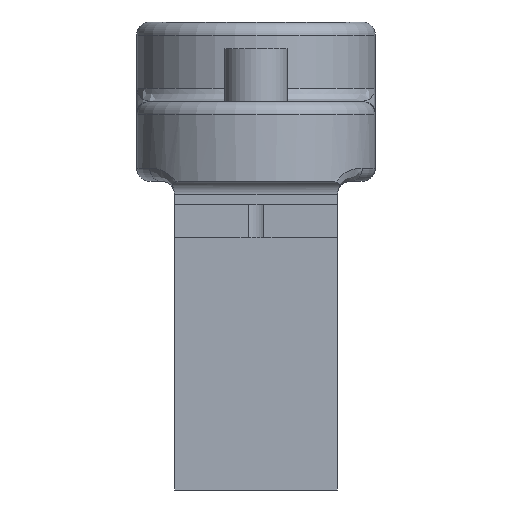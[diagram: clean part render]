
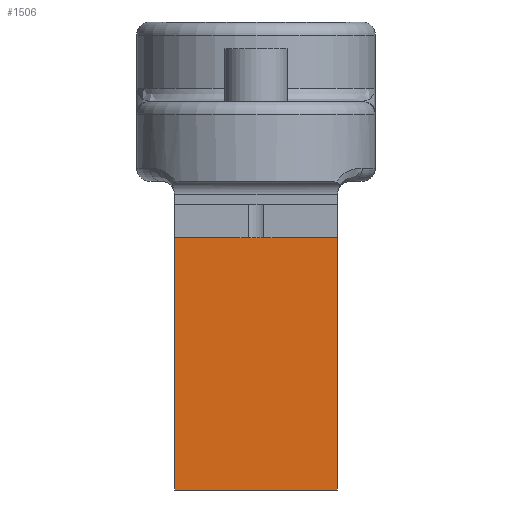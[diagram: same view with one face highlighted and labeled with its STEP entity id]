
A CAD part, left-side view. The second image highlights one B-rep face of the part: STEP entity #1506.
In plain terms, the highlighted planar face has unit normal (-1, 0, 0).
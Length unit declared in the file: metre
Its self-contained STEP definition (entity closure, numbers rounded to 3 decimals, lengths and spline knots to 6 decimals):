
#500=ORIENTED_EDGE('',*,*,#773,.T.);
#501=ORIENTED_EDGE('',*,*,#774,.F.);
#502=ORIENTED_EDGE('',*,*,#775,.F.);
#503=ORIENTED_EDGE('',*,*,#755,.T.);
#755=EDGE_CURVE('',#915,#914,#1017,.T.);
#773=EDGE_CURVE('',#914,#925,#1032,.T.);
#774=EDGE_CURVE('',#926,#925,#1033,.T.);
#775=EDGE_CURVE('',#915,#926,#1034,.T.);
#914=VERTEX_POINT('',#2666);
#915=VERTEX_POINT('',#2668);
#925=VERTEX_POINT('',#2701);
#926=VERTEX_POINT('',#2703);
#1017=LINE('',#2667,#1133);
#1032=LINE('',#2700,#1148);
#1033=LINE('',#2702,#1149);
#1034=LINE('',#2704,#1150);
#1133=VECTOR('',#2061,1.);
#1148=VECTOR('',#2092,1.);
#1149=VECTOR('',#2093,1.);
#1150=VECTOR('',#2094,1.);
#1262=EDGE_LOOP('',(#500,#501,#502,#503));
#1372=FACE_BOUND('',#1262,.T.);
#1419=PLANE('',#1700);
#1506=ADVANCED_FACE('',(#1372),#1419,.F.);
#1700=AXIS2_PLACEMENT_3D('',#2699,#2090,#2091);
#2061=DIRECTION('',(0.,1.,0.));
#2090=DIRECTION('',(1.,0.,0.));
#2091=DIRECTION('',(0.,0.,-1.));
#2092=DIRECTION('',(0.,0.,-1.));
#2093=DIRECTION('',(0.,1.,0.));
#2094=DIRECTION('',(0.,0.,-1.));
#2666=CARTESIAN_POINT('',(0.,0.,-0.00425));
#2667=CARTESIAN_POINT('',(0.,-0.01225,-0.00425));
#2668=CARTESIAN_POINT('',(0.,-0.01225,-0.00425));
#2699=CARTESIAN_POINT('',(0.,-0.01225,-0.01375));
#2700=CARTESIAN_POINT('',(0.,0.,-0.01375));
#2701=CARTESIAN_POINT('',(0.,0.,-0.02325));
#2702=CARTESIAN_POINT('',(0.,-0.01225,-0.02325));
#2703=CARTESIAN_POINT('',(0.,-0.01225,-0.02325));
#2704=CARTESIAN_POINT('',(0.,-0.01225,-0.01375));
